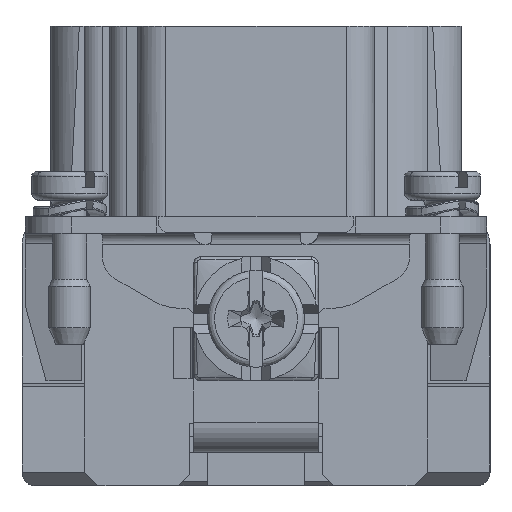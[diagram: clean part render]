
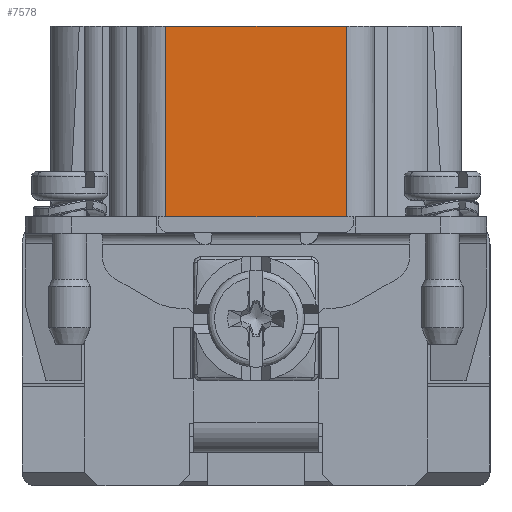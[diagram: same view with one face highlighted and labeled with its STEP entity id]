
A CAD part, left-side view. The second image highlights one B-rep face of the part: STEP entity #7578.
In plain terms, the highlighted planar face has unit normal (-1, 0, 0).
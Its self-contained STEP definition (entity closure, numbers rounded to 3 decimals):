
#7578=ADVANCED_FACE('',(#10229),#8707,.F.);
#8707=PLANE('',#38830);
#10229=FACE_OUTER_BOUND('',#11892,.T.);
#11892=EDGE_LOOP('',(#19262,#19263,#19264,#19265));
#19262=ORIENTED_EDGE('',*,*,#28496,.T.);
#19263=ORIENTED_EDGE('',*,*,#28413,.T.);
#19264=ORIENTED_EDGE('',*,*,#28497,.F.);
#19265=ORIENTED_EDGE('',*,*,#28411,.T.);
#24143=VERTEX_POINT('',#65939);
#24145=VERTEX_POINT('',#65944);
#24146=VERTEX_POINT('',#65948);
#24148=VERTEX_POINT('',#65951);
#28411=EDGE_CURVE('',#24143,#24145,#31268,.T.);
#28413=EDGE_CURVE('',#24148,#24146,#31269,.T.);
#28496=EDGE_CURVE('',#24145,#24148,#31338,.T.);
#28497=EDGE_CURVE('',#24143,#24146,#31339,.T.);
#31268=LINE('',#65945,#33862);
#31269=LINE('',#65950,#33863);
#31338=LINE('',#66107,#33932);
#31339=LINE('',#66108,#33933);
#33862=VECTOR('',#45379,1.);
#33863=VECTOR('',#45384,1.);
#33932=VECTOR('',#45537,1.);
#33933=VECTOR('',#45538,1.);
#38830=AXIS2_PLACEMENT_3D('',#66109,#45539,#45540);
#45379=DIRECTION('',(0.,0.,-1.));
#45384=DIRECTION('',(0.,0.,1.));
#45537=DIRECTION('',(0.,-1.,0.));
#45538=DIRECTION('',(0.,-1.,0.));
#45539=DIRECTION('',(1.,0.,0.));
#45540=DIRECTION('',(0.,0.,-1.));
#65939=CARTESIAN_POINT('',(-55.425,6.55,15.));
#65944=CARTESIAN_POINT('',(-55.425,6.55,1.2));
#65945=CARTESIAN_POINT('',(-55.425,6.55,15.));
#65948=CARTESIAN_POINT('',(-55.425,-6.55,15.));
#65950=CARTESIAN_POINT('',(-55.425,-6.55,15.));
#65951=CARTESIAN_POINT('',(-55.425,-6.55,1.2));
#66107=CARTESIAN_POINT('',(-55.425,8.55,1.2));
#66108=CARTESIAN_POINT('',(-55.425,8.55,15.));
#66109=CARTESIAN_POINT('',(-55.425,8.55,15.));
